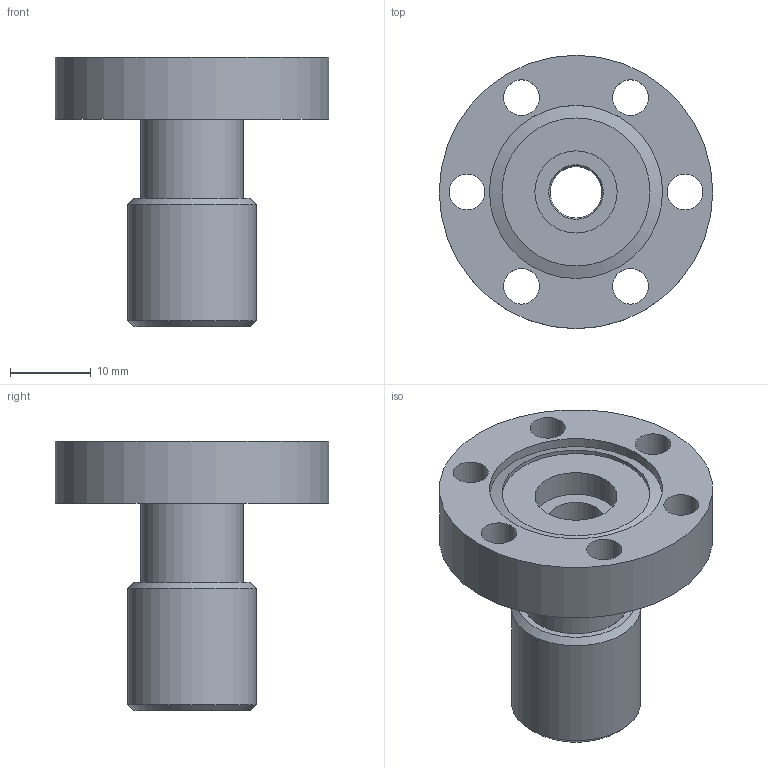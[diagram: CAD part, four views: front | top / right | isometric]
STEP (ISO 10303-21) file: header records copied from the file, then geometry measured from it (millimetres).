
FILE_DESCRIPTION(/* description */ (''),/* implementation_level */ '2;1');
FILE_NAME(/* name */ '5000599a.stp',/* time_stamp */ '2019-07-18T07:25:04-04:00',/* author */ ('Glen_C'),/* organization */ (''),/* preprocessor_version */ 'ST-DEVELOPER v16.13',/* originating_system */ 'Autodesk Inventor 2018',/* authorisation */ '');
FILE_SCHEMA (('AUTOMOTIVE_DESIGN { 1 0 10303 214 3 1 1 }'));
Length unit declared in the file: inch
Products named in the file (1): 5000599_S
Bounding box: 33.78 x 33.78 x 33.27 mm (x, y, z)
Volume: 8714.2 mm3; surface area: 5702.5 mm2
Topology: 1 solids, 4 shells, 42 faces, 88 edges, 58 vertices
Faces by surface type: cylinder 21, plane 12, cone 5, torus 4
Full cylindrical faces by diameter (mm): 4.394 x6, 6.35 x1, 6.731 x3, 9.525 x2, 10.16 x1, 10.668 x2, 11.328 x1, 12.649 x1, 15.875 x1, 18.288 x1, 21.387 x1, 33.782 x1
Entity records: 1066 total; most frequent: DIRECTION 184, CARTESIAN_POINT 141, ORIENTED_EDGE 98, EDGE_LOOP 96, AXIS2_PLACEMENT_3D 92, FACE_BOUND 54, CIRCLE 49, VERTEX_POINT 49
